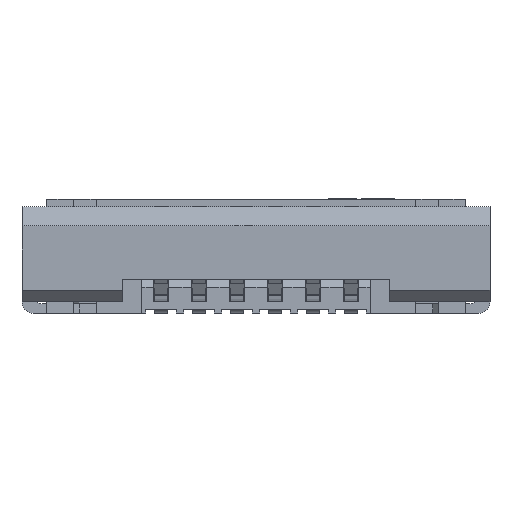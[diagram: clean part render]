
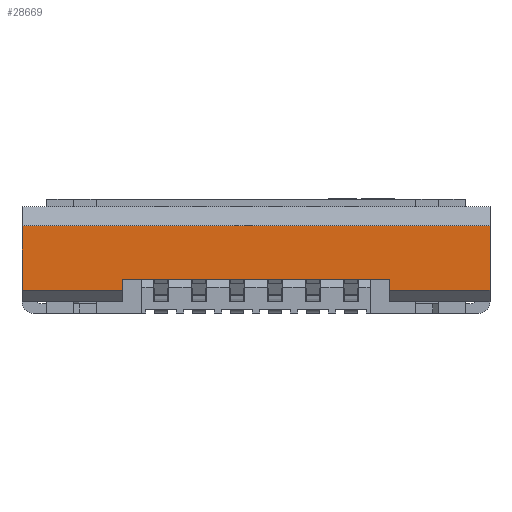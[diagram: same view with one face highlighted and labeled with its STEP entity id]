
A CAD part, front view. The second image highlights one B-rep face of the part: STEP entity #28669.
In plain terms, the highlighted planar face has unit normal (0, -1, 0).
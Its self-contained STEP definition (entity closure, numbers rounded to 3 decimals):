
#974 = LINE ( 'NONE', #25816, #16483 ) ;
#1391 = CARTESIAN_POINT ( 'NONE',  ( -6.15, -4.35, 0.6 ) ) ;
#1628 = VERTEX_POINT ( 'NONE', #19542 ) ;
#2583 = VERTEX_POINT ( 'NONE', #33777 ) ;
#3100 = PLANE ( 'NONE',  #3995 ) ;
#3275 = VERTEX_POINT ( 'NONE', #1391 ) ;
#3995 = AXIS2_PLACEMENT_3D ( 'NONE', #5901, #16912, #33657 ) ;
#4170 = LINE ( 'NONE', #18588, #31988 ) ;
#4244 = CARTESIAN_POINT ( 'NONE',  ( 6.15, -4.35, 2.3 ) ) ;
#4365 = DIRECTION ( 'NONE',  ( -1., 0., 0. ) ) ;
#4399 = VECTOR ( 'NONE', #19997, 1000. ) ;
#4549 = ORIENTED_EDGE ( 'NONE', *, *, #26760, .F. ) ;
#4614 = VERTEX_POINT ( 'NONE', #4711 ) ;
#4711 = CARTESIAN_POINT ( 'NONE',  ( -3.5, -4.35, 0.9 ) ) ;
#5244 = CARTESIAN_POINT ( 'NONE',  ( 6.15, -4.35, 0.6 ) ) ;
#5245 = VECTOR ( 'NONE', #10223, 1000. ) ;
#5901 = CARTESIAN_POINT ( 'NONE',  ( 6.15, -4.35, 2.3 ) ) ;
#6811 = VERTEX_POINT ( 'NONE', #20321 ) ;
#6980 = DIRECTION ( 'NONE',  ( 1., 0., 0. ) ) ;
#6985 = VECTOR ( 'NONE', #4365, 1000. ) ;
#7652 = DIRECTION ( 'NONE',  ( -1., 0., 0. ) ) ;
#7788 = LINE ( 'NONE', #24964, #16673 ) ;
#8096 = EDGE_CURVE ( 'NONE', #1628, #26756, #21753, .T. ) ;
#8517 = EDGE_CURVE ( 'NONE', #28478, #1628, #12458, .T. ) ;
#8639 = DIRECTION ( 'NONE',  ( 0., 0., 1. ) ) ;
#10223 = DIRECTION ( 'NONE',  ( 0., 0., 1. ) ) ;
#10227 = ORIENTED_EDGE ( 'NONE', *, *, #8517, .T. ) ;
#12138 = ORIENTED_EDGE ( 'NONE', *, *, #33930, .T. ) ;
#12458 = LINE ( 'NONE', #4244, #5245 ) ;
#13935 = EDGE_CURVE ( 'NONE', #28478, #26605, #33879, .T. ) ;
#14139 = DIRECTION ( 'NONE',  ( -1., 0., 0. ) ) ;
#16483 = VECTOR ( 'NONE', #8639, 1000. ) ;
#16673 = VECTOR ( 'NONE', #19218, 1000. ) ;
#16912 = DIRECTION ( 'NONE',  ( 0., -1., 0. ) ) ;
#18588 = CARTESIAN_POINT ( 'NONE',  ( -3.5, -4.35, 0.9 ) ) ;
#18932 = EDGE_LOOP ( 'NONE', ( #27178, #12138, #32013, #19054, #10227, #31995, #28705, #4549 ) ) ;
#19046 = CARTESIAN_POINT ( 'NONE',  ( 6.15, -4.35, 0.6 ) ) ;
#19054 = ORIENTED_EDGE ( 'NONE', *, *, #13935, .F. ) ;
#19218 = DIRECTION ( 'NONE',  ( 0., 0., -1. ) ) ;
#19542 = CARTESIAN_POINT ( 'NONE',  ( 6.15, -4.35, 2.3 ) ) ;
#19562 = FACE_OUTER_BOUND ( 'NONE', #18932, .T. ) ;
#19997 = DIRECTION ( 'NONE',  ( 0., 0., -1. ) ) ;
#20321 = CARTESIAN_POINT ( 'NONE',  ( 3.5, -4.35, 0.9 ) ) ;
#20349 = CARTESIAN_POINT ( 'NONE',  ( -3.5, -4.35, 7.986 ) ) ;
#21276 = EDGE_CURVE ( 'NONE', #4614, #2583, #34644, .T. ) ;
#21753 = LINE ( 'NONE', #27831, #6985 ) ;
#21856 = CARTESIAN_POINT ( 'NONE',  ( 6.15, -4.35, 0.6 ) ) ;
#22219 = EDGE_CURVE ( 'NONE', #6811, #26605, #7788, .T. ) ;
#22852 = VECTOR ( 'NONE', #14139, 1000. ) ;
#24636 = CARTESIAN_POINT ( 'NONE',  ( -6.15, -4.35, 2.3 ) ) ;
#24964 = CARTESIAN_POINT ( 'NONE',  ( 3.5, -4.35, 7.986 ) ) ;
#25816 = CARTESIAN_POINT ( 'NONE',  ( -6.15, -4.35, 2.3 ) ) ;
#26605 = VERTEX_POINT ( 'NONE', #35058 ) ;
#26756 = VERTEX_POINT ( 'NONE', #24636 ) ;
#26760 = EDGE_CURVE ( 'NONE', #2583, #3275, #36010, .T. ) ;
#27178 = ORIENTED_EDGE ( 'NONE', *, *, #21276, .F. ) ;
#27831 = CARTESIAN_POINT ( 'NONE',  ( 6.15, -4.35, 2.3 ) ) ;
#28245 = EDGE_CURVE ( 'NONE', #3275, #26756, #974, .T. ) ;
#28478 = VERTEX_POINT ( 'NONE', #5244 ) ;
#28669 = ADVANCED_FACE ( 'NONE', ( #19562 ), #3100, .T. ) ;
#28705 = ORIENTED_EDGE ( 'NONE', *, *, #28245, .F. ) ;
#31988 = VECTOR ( 'NONE', #6980, 1000. ) ;
#31995 = ORIENTED_EDGE ( 'NONE', *, *, #8096, .T. ) ;
#32013 = ORIENTED_EDGE ( 'NONE', *, *, #22219, .T. ) ;
#33657 = DIRECTION ( 'NONE',  ( 1., 0., 0. ) ) ;
#33777 = CARTESIAN_POINT ( 'NONE',  ( -3.5, -4.35, 0.6 ) ) ;
#33879 = LINE ( 'NONE', #19046, #22852 ) ;
#33930 = EDGE_CURVE ( 'NONE', #4614, #6811, #4170, .T. ) ;
#34644 = LINE ( 'NONE', #20349, #4399 ) ;
#34884 = VECTOR ( 'NONE', #7652, 1000. ) ;
#35058 = CARTESIAN_POINT ( 'NONE',  ( 3.5, -4.35, 0.6 ) ) ;
#36010 = LINE ( 'NONE', #21856, #34884 ) ;
